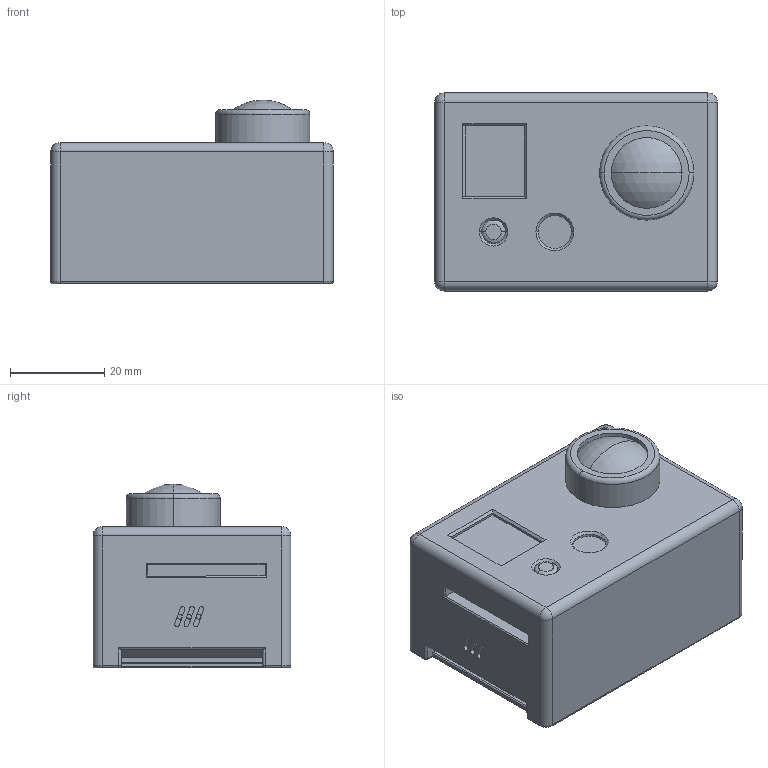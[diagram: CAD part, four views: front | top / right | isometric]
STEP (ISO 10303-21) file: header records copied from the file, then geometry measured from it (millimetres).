
FILE_DESCRIPTION (( 'STEP AP214' ), '1' );
FILE_NAME ('gopro.STEP', '2012-06-18T14:53:36', ( '' ), ( '' ), 'SwSTEP 2.0', 'SolidWorks 2011', '' );
FILE_SCHEMA (( 'AUTOMOTIVE_DESIGN' ));
Length unit declared in the file: millimetre
Products named in the file (1): gopro
Bounding box: 60 x 42 x 39 mm (x, y, z)
Volume: 74551.5 mm3; surface area: 15500.5 mm2
Topology: 1 solids, 1 shells, 231 faces, 553 edges, 345 vertices
Faces by surface type: cylinder 101, plane 95, torus 21, sphere 8, cone 6
Entity records: 8532 total; most frequent: DIRECTION 1260, CARTESIAN_POINT 1144, ORIENTED_EDGE 1094, EDGE_CURVE 547, AXIS2_PLACEMENT_3D 485, VERTEX_POINT 345, LINE 290, VECTOR 290
